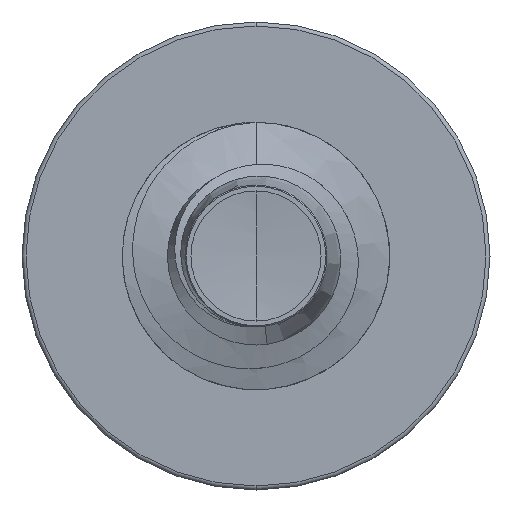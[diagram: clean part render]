
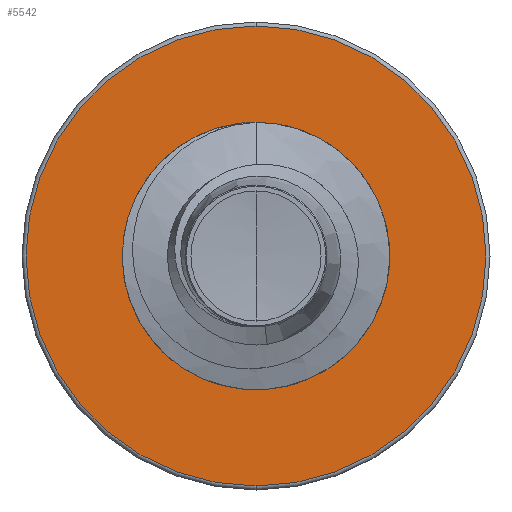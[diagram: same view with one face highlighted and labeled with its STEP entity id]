
A CAD part, front view. The second image highlights one B-rep face of the part: STEP entity #5542.
In plain terms, the highlighted planar face has unit normal (0, -1, 0).
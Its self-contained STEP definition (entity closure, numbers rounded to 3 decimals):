
#90 = ORIENTED_EDGE ( 'NONE', *, *, #10237, .T. ) ;
#810 = CARTESIAN_POINT ( 'NONE',  ( 0., 12.5, -3.694 ) ) ;
#962 = AXIS2_PLACEMENT_3D ( 'NONE', #10221, #4751, #10876 ) ;
#1244 = AXIS2_PLACEMENT_3D ( 'NONE', #5115, #11073, #6269 ) ;
#1528 = AXIS2_PLACEMENT_3D ( 'NONE', #5609, #11356, #6743 ) ;
#1685 = VERTEX_POINT ( 'NONE', #2108 ) ;
#1772 = VERTEX_POINT ( 'NONE', #1974 ) ;
#1974 = CARTESIAN_POINT ( 'NONE',  ( 0., 12.5, -6.88 ) ) ;
#2039 = AXIS2_PLACEMENT_3D ( 'NONE', #6739, #4518, #10738 ) ;
#2108 = CARTESIAN_POINT ( 'NONE',  ( 0., 12.5, 3.694 ) ) ;
#2805 = AXIS2_PLACEMENT_3D ( 'NONE', #5594, #11349, #6727 ) ;
#3085 = ORIENTED_EDGE ( 'NONE', *, *, #9618, .T. ) ;
#3318 = PLANE ( 'NONE',  #2039 ) ;
#4101 = CIRCLE ( 'NONE', #1244, 6.88 ) ;
#4122 = FACE_BOUND ( 'NONE', #6378, .T. ) ;
#4297 = FACE_OUTER_BOUND ( 'NONE', #6063, .T. ) ;
#4518 = DIRECTION ( 'NONE',  ( 0., 1., 0. ) ) ;
#4544 = ORIENTED_EDGE ( 'NONE', *, *, #11029, .F. ) ;
#4751 = DIRECTION ( 'NONE',  ( 0., 1., 0. ) ) ;
#5115 = CARTESIAN_POINT ( 'NONE',  ( 0., 12.5, 0. ) ) ;
#5542 = ADVANCED_FACE ( 'NONE', ( #4297, #4122 ), #3318, .F. ) ;
#5594 = CARTESIAN_POINT ( 'NONE',  ( 0., 12.5, 0. ) ) ;
#5609 = CARTESIAN_POINT ( 'NONE',  ( 0., 12.5, 0. ) ) ;
#5628 = VERTEX_POINT ( 'NONE', #810 ) ;
#5790 = CIRCLE ( 'NONE', #962, 6.88 ) ;
#6063 = EDGE_LOOP ( 'NONE', ( #4544, #8607 ) ) ;
#6269 = DIRECTION ( 'NONE',  ( 0., 0., 1. ) ) ;
#6378 = EDGE_LOOP ( 'NONE', ( #90, #3085 ) ) ;
#6727 = DIRECTION ( 'NONE',  ( 0., 0., 1. ) ) ;
#6739 = CARTESIAN_POINT ( 'NONE',  ( 0., 12.5, -3.694 ) ) ;
#6743 = DIRECTION ( 'NONE',  ( 0., 0., 1. ) ) ;
#7202 = CIRCLE ( 'NONE', #1528, 3.694 ) ;
#7534 = VERTEX_POINT ( 'NONE', #10288 ) ;
#7564 = CIRCLE ( 'NONE', #2805, 3.694 ) ;
#8607 = ORIENTED_EDGE ( 'NONE', *, *, #10816, .F. ) ;
#9618 = EDGE_CURVE ( 'NONE', #5628, #1685, #7564, .T. ) ;
#10221 = CARTESIAN_POINT ( 'NONE',  ( 0., 12.5, 0. ) ) ;
#10237 = EDGE_CURVE ( 'NONE', #1685, #5628, #7202, .T. ) ;
#10288 = CARTESIAN_POINT ( 'NONE',  ( 0., 12.5, 6.88 ) ) ;
#10738 = DIRECTION ( 'NONE',  ( 0., 0., 1. ) ) ;
#10816 = EDGE_CURVE ( 'NONE', #1772, #7534, #4101, .T. ) ;
#10876 = DIRECTION ( 'NONE',  ( 0., 0., 1. ) ) ;
#11029 = EDGE_CURVE ( 'NONE', #7534, #1772, #5790, .T. ) ;
#11073 = DIRECTION ( 'NONE',  ( 0., 1., 0. ) ) ;
#11349 = DIRECTION ( 'NONE',  ( 0., 1., 0. ) ) ;
#11356 = DIRECTION ( 'NONE',  ( 0., 1., 0. ) ) ;
